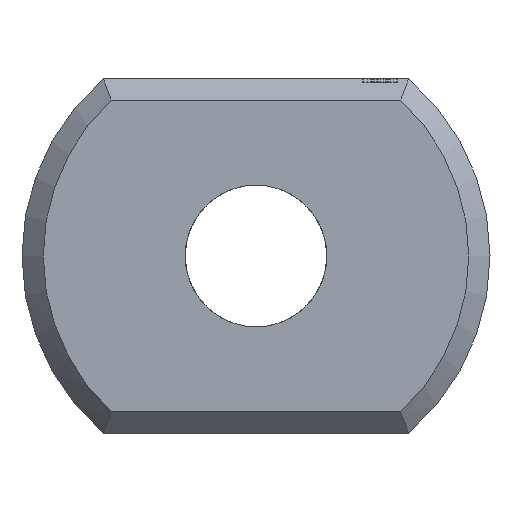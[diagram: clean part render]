
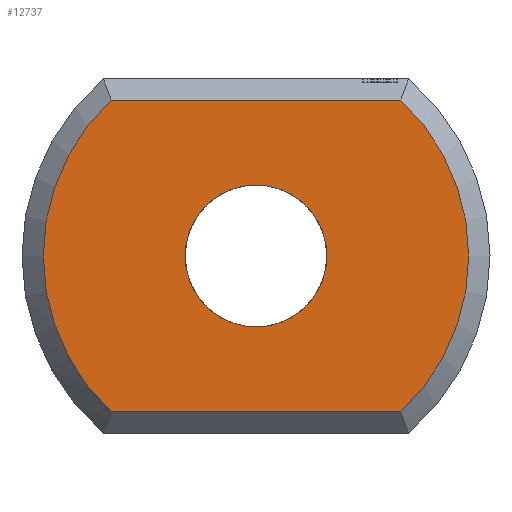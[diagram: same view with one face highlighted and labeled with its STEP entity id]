
A CAD part, left-side view. The second image highlights one B-rep face of the part: STEP entity #12737.
In plain terms, the highlighted planar face has unit normal (-1, 0, 0).
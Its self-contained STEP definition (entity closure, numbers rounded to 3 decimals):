
#298 = PLANE('',#299);
#299 = AXIS2_PLACEMENT_3D('',#300,#301,#302);
#300 = CARTESIAN_POINT('',(0.15,-2.154,-2.35));
#301 = DIRECTION('',(-0.707,0.,-0.707));
#302 = DIRECTION('',(0.,-1.,0.));
#725 = CONICAL_SURFACE('',#726,3.3,0.785);
#726 = AXIS2_PLACEMENT_3D('',#727,#728,#729);
#727 = CARTESIAN_POINT('',(0.3,0.,0.));
#728 = DIRECTION('',(1.,0.,0.));
#729 = DIRECTION('',(0.,0.653,-0.758));
#872 = CONICAL_SURFACE('',#873,3.3,0.785);
#873 = AXIS2_PLACEMENT_3D('',#874,#875,#876);
#874 = CARTESIAN_POINT('',(0.3,0.,0.));
#875 = DIRECTION('',(1.,0.,0.));
#876 = DIRECTION('',(0.,-0.653,0.758));
#909 = VERTEX_POINT('',#910);
#910 = CARTESIAN_POINT('',(0.,-2.04,-2.2));
#937 = VERTEX_POINT('',#938);
#938 = CARTESIAN_POINT('',(0.,2.04,-2.2));
#963 = EDGE_CURVE('',#909,#937,#964,.T.);
#964 = SURFACE_CURVE('',#965,(#969,#976),.PCURVE_S1.);
#965 = LINE('',#966,#967);
#966 = CARTESIAN_POINT('',(0.,-2.154,-2.2));
#967 = VECTOR('',#968,1.);
#968 = DIRECTION('',(0.,1.,0.));
#969 = PCURVE('',#298,#970);
#970 = DEFINITIONAL_REPRESENTATION('',(#971),#975);
#971 = LINE('',#972,#973);
#972 = CARTESIAN_POINT('',(0.,0.212));
#973 = VECTOR('',#974,1.);
#974 = DIRECTION('',(-1.,0.));
#975 = ( GEOMETRIC_REPRESENTATION_CONTEXT(2) 
PARAMETRIC_REPRESENTATION_CONTEXT() REPRESENTATION_CONTEXT('2D SPACE',''
  ) );
#976 = PCURVE('',#977,#982);
#977 = PLANE('',#978);
#978 = AXIS2_PLACEMENT_3D('',#979,#980,#981);
#979 = CARTESIAN_POINT('',(0.,0.,
    0.));
#980 = DIRECTION('',(1.,0.,0.));
#981 = DIRECTION('',(0.,0.,1.));
#982 = DEFINITIONAL_REPRESENTATION('',(#983),#987);
#983 = LINE('',#984,#985);
#984 = CARTESIAN_POINT('',(-2.2,2.154));
#985 = VECTOR('',#986,1.);
#986 = DIRECTION('',(0.,-1.));
#987 = ( GEOMETRIC_REPRESENTATION_CONTEXT(2) 
PARAMETRIC_REPRESENTATION_CONTEXT() REPRESENTATION_CONTEXT('2D SPACE',''
  ) );
#1763 = PLANE('',#1764);
#1764 = AXIS2_PLACEMENT_3D('',#1765,#1766,#1767);
#1765 = CARTESIAN_POINT('',(0.15,-2.154,2.35));
#1766 = DIRECTION('',(0.707,0.,-0.707
    ));
#1767 = DIRECTION('',(0.,-1.,0.));
#12524 = VERTEX_POINT('',#12525);
#12525 = CARTESIAN_POINT('',(0.,2.04,2.2));
#12550 = EDGE_CURVE('',#937,#12524,#12551,.T.);
#12551 = SURFACE_CURVE('',#12552,(#12557,#12564),.PCURVE_S1.);
#12552 = CIRCLE('',#12553,3.);
#12553 = AXIS2_PLACEMENT_3D('',#12554,#12555,#12556);
#12554 = CARTESIAN_POINT('',(0.,0.,
    0.));
#12555 = DIRECTION('',(1.,0.,0.));
#12556 = DIRECTION('',(0.,0.653,-0.758)
  );
#12557 = PCURVE('',#725,#12558);
#12558 = DEFINITIONAL_REPRESENTATION('',(#12559),#12563);
#12559 = LINE('',#12560,#12561);
#12560 = CARTESIAN_POINT('',(0.,-0.3));
#12561 = VECTOR('',#12562,1.);
#12562 = DIRECTION('',(1.,-0.));
#12563 = ( GEOMETRIC_REPRESENTATION_CONTEXT(2) 
PARAMETRIC_REPRESENTATION_CONTEXT() REPRESENTATION_CONTEXT('2D SPACE',''
  ) );
#12564 = PCURVE('',#977,#12565);
#12565 = DEFINITIONAL_REPRESENTATION('',(#12566),#12570);
#12566 = CIRCLE('',#12567,3.);
#12567 = AXIS2_PLACEMENT_2D('',#12568,#12569);
#12568 = CARTESIAN_POINT('',(0.,0.));
#12569 = DIRECTION('',(-0.758,-0.653));
#12570 = ( GEOMETRIC_REPRESENTATION_CONTEXT(2) 
PARAMETRIC_REPRESENTATION_CONTEXT() REPRESENTATION_CONTEXT('2D SPACE',''
  ) );
#12688 = VERTEX_POINT('',#12689);
#12689 = CARTESIAN_POINT('',(0.,-2.04,2.2));
#12716 = EDGE_CURVE('',#12688,#909,#12717,.T.);
#12717 = SURFACE_CURVE('',#12718,(#12723,#12730),.PCURVE_S1.);
#12718 = CIRCLE('',#12719,3.);
#12719 = AXIS2_PLACEMENT_3D('',#12720,#12721,#12722);
#12720 = CARTESIAN_POINT('',(0.,0.,
    0.));
#12721 = DIRECTION('',(1.,0.,0.));
#12722 = DIRECTION('',(0.,-0.653,0.758)
  );
#12723 = PCURVE('',#872,#12724);
#12724 = DEFINITIONAL_REPRESENTATION('',(#12725),#12729);
#12725 = LINE('',#12726,#12727);
#12726 = CARTESIAN_POINT('',(0.,-0.3));
#12727 = VECTOR('',#12728,1.);
#12728 = DIRECTION('',(1.,-0.));
#12729 = ( GEOMETRIC_REPRESENTATION_CONTEXT(2) 
PARAMETRIC_REPRESENTATION_CONTEXT() REPRESENTATION_CONTEXT('2D SPACE',''
  ) );
#12730 = PCURVE('',#977,#12731);
#12731 = DEFINITIONAL_REPRESENTATION('',(#12732),#12736);
#12732 = CIRCLE('',#12733,3.);
#12733 = AXIS2_PLACEMENT_2D('',#12734,#12735);
#12734 = CARTESIAN_POINT('',(0.,0.));
#12735 = DIRECTION('',(0.758,0.653));
#12736 = ( GEOMETRIC_REPRESENTATION_CONTEXT(2) 
PARAMETRIC_REPRESENTATION_CONTEXT() REPRESENTATION_CONTEXT('2D SPACE',''
  ) );
#12737 = ADVANCED_FACE('',(#12738,#12764),#977,.F.);
#12738 = FACE_BOUND('',#12739,.F.);
#12739 = EDGE_LOOP('',(#12740,#12741,#12762,#12763));
#12740 = ORIENTED_EDGE('',*,*,#12550,.T.);
#12741 = ORIENTED_EDGE('',*,*,#12742,.F.);
#12742 = EDGE_CURVE('',#12688,#12524,#12743,.T.);
#12743 = SURFACE_CURVE('',#12744,(#12748,#12755),.PCURVE_S1.);
#12744 = LINE('',#12745,#12746);
#12745 = CARTESIAN_POINT('',(0.,-2.154,2.2));
#12746 = VECTOR('',#12747,1.);
#12747 = DIRECTION('',(0.,1.,0.));
#12748 = PCURVE('',#977,#12749);
#12749 = DEFINITIONAL_REPRESENTATION('',(#12750),#12754);
#12750 = LINE('',#12751,#12752);
#12751 = CARTESIAN_POINT('',(2.2,2.154));
#12752 = VECTOR('',#12753,1.);
#12753 = DIRECTION('',(0.,-1.));
#12754 = ( GEOMETRIC_REPRESENTATION_CONTEXT(2) 
PARAMETRIC_REPRESENTATION_CONTEXT() REPRESENTATION_CONTEXT('2D SPACE',''
  ) );
#12755 = PCURVE('',#1763,#12756);
#12756 = DEFINITIONAL_REPRESENTATION('',(#12757),#12761);
#12757 = LINE('',#12758,#12759);
#12758 = CARTESIAN_POINT('',(0.,0.212));
#12759 = VECTOR('',#12760,1.);
#12760 = DIRECTION('',(-1.,0.));
#12761 = ( GEOMETRIC_REPRESENTATION_CONTEXT(2) 
PARAMETRIC_REPRESENTATION_CONTEXT() REPRESENTATION_CONTEXT('2D SPACE',''
  ) );
#12762 = ORIENTED_EDGE('',*,*,#12716,.T.);
#12763 = ORIENTED_EDGE('',*,*,#963,.T.);
#12764 = FACE_BOUND('',#12765,.T.);
#12765 = EDGE_LOOP('',(#12766));
#12766 = ORIENTED_EDGE('',*,*,#12767,.T.);
#12767 = EDGE_CURVE('',#12768,#12768,#12770,.T.);
#12768 = VERTEX_POINT('',#12769);
#12769 = CARTESIAN_POINT('',(0.,1.,0.));
#12770 = SURFACE_CURVE('',#12771,(#12776,#12783),.PCURVE_S1.);
#12771 = CIRCLE('',#12772,1.);
#12772 = AXIS2_PLACEMENT_3D('',#12773,#12774,#12775);
#12773 = CARTESIAN_POINT('',(0.,0.,0.));
#12774 = DIRECTION('',(1.,0.,0.));
#12775 = DIRECTION('',(0.,1.,0.));
#12776 = PCURVE('',#977,#12777);
#12777 = DEFINITIONAL_REPRESENTATION('',(#12778),#12782);
#12778 = CIRCLE('',#12779,1.);
#12779 = AXIS2_PLACEMENT_2D('',#12780,#12781);
#12780 = CARTESIAN_POINT('',(0.,0.));
#12781 = DIRECTION('',(0.,-1.));
#12782 = ( GEOMETRIC_REPRESENTATION_CONTEXT(2) 
PARAMETRIC_REPRESENTATION_CONTEXT() REPRESENTATION_CONTEXT('2D SPACE',''
  ) );
#12783 = PCURVE('',#12784,#12789);
#12784 = CYLINDRICAL_SURFACE('',#12785,1.);
#12785 = AXIS2_PLACEMENT_3D('',#12786,#12787,#12788);
#12786 = CARTESIAN_POINT('',(0.,0.,0.));
#12787 = DIRECTION('',(-1.,0.,0.));
#12788 = DIRECTION('',(0.,1.,0.));
#12789 = DEFINITIONAL_REPRESENTATION('',(#12790),#12794);
#12790 = LINE('',#12791,#12792);
#12791 = CARTESIAN_POINT('',(-0.,0.));
#12792 = VECTOR('',#12793,1.);
#12793 = DIRECTION('',(-1.,0.));
#12794 = ( GEOMETRIC_REPRESENTATION_CONTEXT(2) 
PARAMETRIC_REPRESENTATION_CONTEXT() REPRESENTATION_CONTEXT('2D SPACE',''
  ) );
